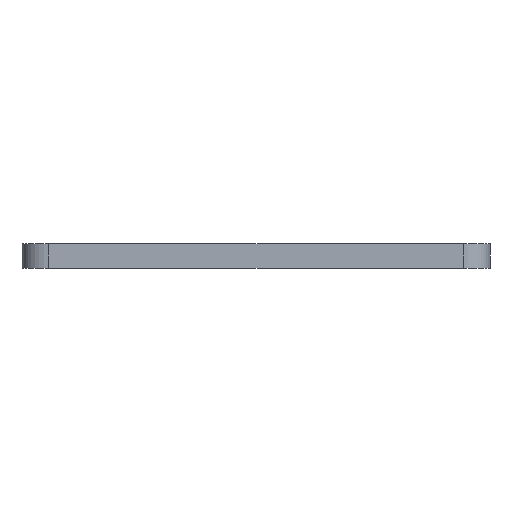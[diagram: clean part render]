
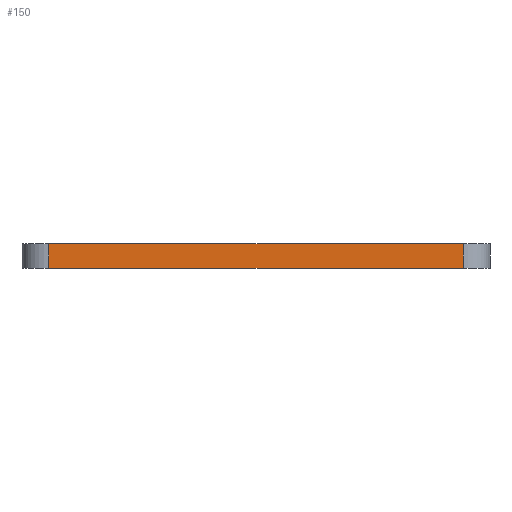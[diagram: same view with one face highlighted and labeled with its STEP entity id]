
A CAD part, left-side view. The second image highlights one B-rep face of the part: STEP entity #150.
In plain terms, the highlighted planar face has unit normal (-1, 0, 0).
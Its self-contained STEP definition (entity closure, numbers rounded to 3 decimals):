
#32 = EDGE_CURVE('',#33,#35,#37,.T.);
#33 = VERTEX_POINT('',#34);
#34 = CARTESIAN_POINT('',(70.,-160.3,0.));
#35 = VERTEX_POINT('',#36);
#36 = CARTESIAN_POINT('',(70.,-160.3,1.6));
#37 = SURFACE_CURVE('',#38,(#42,#54),.PCURVE_S1.);
#38 = LINE('',#39,#40);
#39 = CARTESIAN_POINT('',(70.,-160.3,0.));
#40 = VECTOR('',#41,1.);
#41 = DIRECTION('',(0.,0.,1.));
#42 = PCURVE('',#43,#48);
#43 = CYLINDRICAL_SURFACE('',#44,1.7);
#44 = AXIS2_PLACEMENT_3D('',#45,#46,#47);
#45 = CARTESIAN_POINT('',(71.7,-160.3,0.));
#46 = DIRECTION('',(-0.,-0.,-1.));
#47 = DIRECTION('',(1.,0.,-0.));
#48 = DEFINITIONAL_REPRESENTATION('',(#49),#53);
#49 = LINE('',#50,#51);
#50 = CARTESIAN_POINT('',(-3.142,0.));
#51 = VECTOR('',#52,1.);
#52 = DIRECTION('',(-0.,-1.));
#53 = ( GEOMETRIC_REPRESENTATION_CONTEXT(2) 
PARAMETRIC_REPRESENTATION_CONTEXT() REPRESENTATION_CONTEXT('2D SPACE',''
  ) );
#54 = PCURVE('',#55,#60);
#55 = PLANE('',#56);
#56 = AXIS2_PLACEMENT_3D('',#57,#58,#59);
#57 = CARTESIAN_POINT('',(70.,-160.3,0.));
#58 = DIRECTION('',(-1.,0.,0.));
#59 = DIRECTION('',(0.,1.,0.));
#60 = DEFINITIONAL_REPRESENTATION('',(#61),#65);
#61 = LINE('',#62,#63);
#62 = CARTESIAN_POINT('',(0.,0.));
#63 = VECTOR('',#64,1.);
#64 = DIRECTION('',(0.,-1.));
#65 = ( GEOMETRIC_REPRESENTATION_CONTEXT(2) 
PARAMETRIC_REPRESENTATION_CONTEXT() REPRESENTATION_CONTEXT('2D SPACE',''
  ) );
#84 = PLANE('',#85);
#85 = AXIS2_PLACEMENT_3D('',#86,#87,#88);
#86 = CARTESIAN_POINT('',(100.,-147.,1.6));
#87 = DIRECTION('',(0.,0.,1.));
#88 = DIRECTION('',(1.,0.,-0.));
#139 = PLANE('',#140);
#140 = AXIS2_PLACEMENT_3D('',#141,#142,#143);
#141 = CARTESIAN_POINT('',(100.,-147.,0.));
#142 = DIRECTION('',(0.,0.,1.));
#143 = DIRECTION('',(1.,0.,-0.));
#150 = ADVANCED_FACE('',(#151),#55,.T.);
#151 = FACE_BOUND('',#152,.T.);
#152 = EDGE_LOOP('',(#153,#154,#177,#205));
#153 = ORIENTED_EDGE('',*,*,#32,.T.);
#154 = ORIENTED_EDGE('',*,*,#155,.T.);
#155 = EDGE_CURVE('',#35,#156,#158,.T.);
#156 = VERTEX_POINT('',#157);
#157 = CARTESIAN_POINT('',(70.,-133.7,1.6));
#158 = SURFACE_CURVE('',#159,(#163,#170),.PCURVE_S1.);
#159 = LINE('',#160,#161);
#160 = CARTESIAN_POINT('',(70.,-160.3,1.6));
#161 = VECTOR('',#162,1.);
#162 = DIRECTION('',(0.,1.,0.));
#163 = PCURVE('',#55,#164);
#164 = DEFINITIONAL_REPRESENTATION('',(#165),#169);
#165 = LINE('',#166,#167);
#166 = CARTESIAN_POINT('',(0.,-1.6));
#167 = VECTOR('',#168,1.);
#168 = DIRECTION('',(1.,0.));
#169 = ( GEOMETRIC_REPRESENTATION_CONTEXT(2) 
PARAMETRIC_REPRESENTATION_CONTEXT() REPRESENTATION_CONTEXT('2D SPACE',''
  ) );
#170 = PCURVE('',#84,#171);
#171 = DEFINITIONAL_REPRESENTATION('',(#172),#176);
#172 = LINE('',#173,#174);
#173 = CARTESIAN_POINT('',(-30.,-13.3));
#174 = VECTOR('',#175,1.);
#175 = DIRECTION('',(0.,1.));
#176 = ( GEOMETRIC_REPRESENTATION_CONTEXT(2) 
PARAMETRIC_REPRESENTATION_CONTEXT() REPRESENTATION_CONTEXT('2D SPACE',''
  ) );
#177 = ORIENTED_EDGE('',*,*,#178,.F.);
#178 = EDGE_CURVE('',#179,#156,#181,.T.);
#179 = VERTEX_POINT('',#180);
#180 = CARTESIAN_POINT('',(70.,-133.7,0.));
#181 = SURFACE_CURVE('',#182,(#186,#193),.PCURVE_S1.);
#182 = LINE('',#183,#184);
#183 = CARTESIAN_POINT('',(70.,-133.7,0.));
#184 = VECTOR('',#185,1.);
#185 = DIRECTION('',(0.,0.,1.));
#186 = PCURVE('',#55,#187);
#187 = DEFINITIONAL_REPRESENTATION('',(#188),#192);
#188 = LINE('',#189,#190);
#189 = CARTESIAN_POINT('',(26.6,0.));
#190 = VECTOR('',#191,1.);
#191 = DIRECTION('',(0.,-1.));
#192 = ( GEOMETRIC_REPRESENTATION_CONTEXT(2) 
PARAMETRIC_REPRESENTATION_CONTEXT() REPRESENTATION_CONTEXT('2D SPACE',''
  ) );
#193 = PCURVE('',#194,#199);
#194 = CYLINDRICAL_SURFACE('',#195,1.7);
#195 = AXIS2_PLACEMENT_3D('',#196,#197,#198);
#196 = CARTESIAN_POINT('',(71.7,-133.7,0.));
#197 = DIRECTION('',(-0.,-0.,-1.));
#198 = DIRECTION('',(1.,0.,-0.));
#199 = DEFINITIONAL_REPRESENTATION('',(#200),#204);
#200 = LINE('',#201,#202);
#201 = CARTESIAN_POINT('',(-3.142,0.));
#202 = VECTOR('',#203,1.);
#203 = DIRECTION('',(-0.,-1.));
#204 = ( GEOMETRIC_REPRESENTATION_CONTEXT(2) 
PARAMETRIC_REPRESENTATION_CONTEXT() REPRESENTATION_CONTEXT('2D SPACE',''
  ) );
#205 = ORIENTED_EDGE('',*,*,#206,.F.);
#206 = EDGE_CURVE('',#33,#179,#207,.T.);
#207 = SURFACE_CURVE('',#208,(#212,#219),.PCURVE_S1.);
#208 = LINE('',#209,#210);
#209 = CARTESIAN_POINT('',(70.,-160.3,0.));
#210 = VECTOR('',#211,1.);
#211 = DIRECTION('',(0.,1.,0.));
#212 = PCURVE('',#55,#213);
#213 = DEFINITIONAL_REPRESENTATION('',(#214),#218);
#214 = LINE('',#215,#216);
#215 = CARTESIAN_POINT('',(0.,0.));
#216 = VECTOR('',#217,1.);
#217 = DIRECTION('',(1.,0.));
#218 = ( GEOMETRIC_REPRESENTATION_CONTEXT(2) 
PARAMETRIC_REPRESENTATION_CONTEXT() REPRESENTATION_CONTEXT('2D SPACE',''
  ) );
#219 = PCURVE('',#139,#220);
#220 = DEFINITIONAL_REPRESENTATION('',(#221),#225);
#221 = LINE('',#222,#223);
#222 = CARTESIAN_POINT('',(-30.,-13.3));
#223 = VECTOR('',#224,1.);
#224 = DIRECTION('',(0.,1.));
#225 = ( GEOMETRIC_REPRESENTATION_CONTEXT(2) 
PARAMETRIC_REPRESENTATION_CONTEXT() REPRESENTATION_CONTEXT('2D SPACE',''
  ) );
